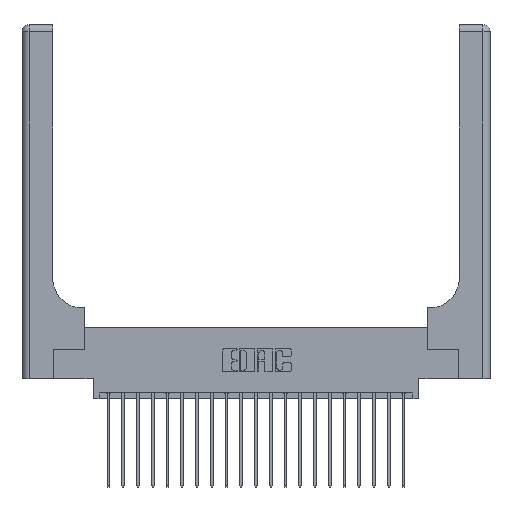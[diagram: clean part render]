
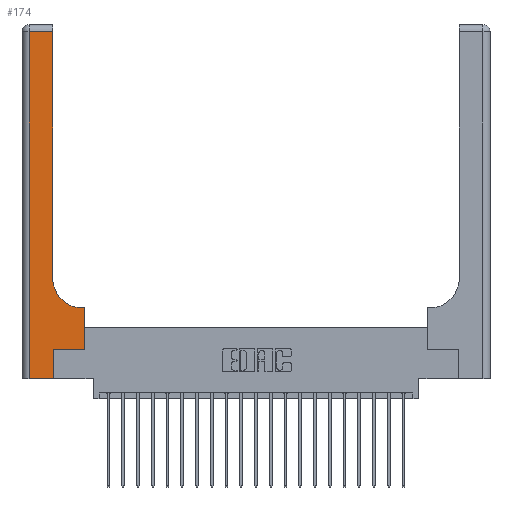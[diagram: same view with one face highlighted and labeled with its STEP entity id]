
A CAD part, top view. The second image highlights one B-rep face of the part: STEP entity #174.
In plain terms, the highlighted planar face has unit normal (0, 0, 1).
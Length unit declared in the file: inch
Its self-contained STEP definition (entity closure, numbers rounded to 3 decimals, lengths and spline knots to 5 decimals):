
#73 = DIRECTION ( 'NONE',  ( 1., 0., 0. ) ) ;
#174 = ADVANCED_FACE ( 'NONE', ( #9400 ), #1223, .F. ) ;
#262 = VECTOR ( 'NONE', #73, 39.37008 ) ;
#394 = AXIS2_PLACEMENT_3D ( 'NONE', #693, #12804, #18427 ) ;
#654 = ORIENTED_EDGE ( 'NONE', *, *, #4212, .T. ) ;
#693 = CARTESIAN_POINT ( 'NONE',  ( 0., 3., 0.37 ) ) ;
#1223 = PLANE ( 'NONE',  #394 ) ;
#1359 = LINE ( 'NONE', #6670, #20894 ) ;
#1446 = DIRECTION ( 'NONE',  ( 0., -1., 0. ) ) ;
#2388 = ORIENTED_EDGE ( 'NONE', *, *, #2893, .T. ) ;
#2588 = DIRECTION ( 'NONE',  ( 0., 0., -1. ) ) ;
#2893 = EDGE_CURVE ( 'NONE', #7593, #12306, #22173, .T. ) ;
#2941 = CARTESIAN_POINT ( 'NONE',  ( 0.26, 2.94, 0.37 ) ) ;
#3009 = ORIENTED_EDGE ( 'NONE', *, *, #17859, .T. ) ;
#3019 = VERTEX_POINT ( 'NONE', #12072 ) ;
#3367 = VERTEX_POINT ( 'NONE', #4787 ) ;
#3393 = VERTEX_POINT ( 'NONE', #8498 ) ;
#3857 = EDGE_CURVE ( 'NONE', #3393, #3367, #1359, .T. ) ;
#4212 = EDGE_CURVE ( 'NONE', #9317, #8626, #15161, .T. ) ;
#4787 = CARTESIAN_POINT ( 'NONE',  ( 0.265, 0.25, 0.37 ) ) ;
#5754 = DIRECTION ( 'NONE',  ( 1., 0., 0. ) ) ;
#6028 = CARTESIAN_POINT ( 'NONE',  ( 0.26, 0.6, 0.37 ) ) ;
#6545 = DIRECTION ( 'NONE',  ( -1., 0., 0. ) ) ;
#6575 = VERTEX_POINT ( 'NONE', #16252 ) ;
#6670 = CARTESIAN_POINT ( 'NONE',  ( 0.265, 0., 0.37 ) ) ;
#7593 = VERTEX_POINT ( 'NONE', #13198 ) ;
#8149 = ORIENTED_EDGE ( 'NONE', *, *, #3857, .T. ) ;
#8203 = LINE ( 'NONE', #22001, #20744 ) ;
#8498 = CARTESIAN_POINT ( 'NONE',  ( 0.265, 0., 0.37 ) ) ;
#8626 = VERTEX_POINT ( 'NONE', #18794 ) ;
#8639 = LINE ( 'NONE', #15586, #262 ) ;
#9317 = VERTEX_POINT ( 'NONE', #11480 ) ;
#9400 = FACE_OUTER_BOUND ( 'NONE', #11240, .T. ) ;
#10422 = EDGE_CURVE ( 'NONE', #12306, #16322, #8203, .T. ) ;
#10896 = CARTESIAN_POINT ( 'NONE',  ( 0.26, 0.85, 0.37 ) ) ;
#10962 = CARTESIAN_POINT ( 'NONE',  ( 0.51, 0.85, 0.37 ) ) ;
#11230 = LINE ( 'NONE', #6028, #13595 ) ;
#11240 = EDGE_LOOP ( 'NONE', ( #11930, #3009, #654, #15153, #8149, #18130, #16131, #15708, #2388 ) ) ;
#11480 = CARTESIAN_POINT ( 'NONE',  ( 0.06, 2.94, 0.37 ) ) ;
#11930 = ORIENTED_EDGE ( 'NONE', *, *, #10422, .T. ) ;
#12072 = CARTESIAN_POINT ( 'NONE',  ( 0.528, 0.6, 0.37 ) ) ;
#12306 = VERTEX_POINT ( 'NONE', #10896 ) ;
#12804 = DIRECTION ( 'NONE',  ( 0., 0., -1. ) ) ;
#13198 = CARTESIAN_POINT ( 'NONE',  ( 0.51, 0.6, 0.37 ) ) ;
#13435 = DIRECTION ( 'NONE',  ( 0., 1., 0. ) ) ;
#13520 = DIRECTION ( 'NONE',  ( 1., 0., 0. ) ) ;
#13540 = VECTOR ( 'NONE', #6545, 39.37008 ) ;
#13595 = VECTOR ( 'NONE', #21943, 39.37008 ) ;
#13683 = CARTESIAN_POINT ( 'NONE',  ( 0., 2.94, 0.37 ) ) ;
#14787 = EDGE_CURVE ( 'NONE', #6575, #3019, #15777, .T. ) ;
#14827 = CARTESIAN_POINT ( 'NONE',  ( 0.06, 3., 0.37 ) ) ;
#15153 = ORIENTED_EDGE ( 'NONE', *, *, #21068, .T. ) ;
#15161 = LINE ( 'NONE', #14827, #15893 ) ;
#15223 = CARTESIAN_POINT ( 'NONE',  ( 0., 0., 0.37 ) ) ;
#15411 = DIRECTION ( 'NONE',  ( 0., 1., 0. ) ) ;
#15586 = CARTESIAN_POINT ( 'NONE',  ( 0.265, 0.25, 0.37 ) ) ;
#15708 = ORIENTED_EDGE ( 'NONE', *, *, #19630, .T. ) ;
#15777 = LINE ( 'NONE', #21053, #16753 ) ;
#15893 = VECTOR ( 'NONE', #1446, 39.37008 ) ;
#16131 = ORIENTED_EDGE ( 'NONE', *, *, #14787, .T. ) ;
#16252 = CARTESIAN_POINT ( 'NONE',  ( 0.528, 0.25, 0.37 ) ) ;
#16322 = VERTEX_POINT ( 'NONE', #2941 ) ;
#16450 = AXIS2_PLACEMENT_3D ( 'NONE', #10962, #2588, #5754 ) ;
#16753 = VECTOR ( 'NONE', #17893, 39.37008 ) ;
#17859 = EDGE_CURVE ( 'NONE', #16322, #9317, #22029, .T. ) ;
#17893 = DIRECTION ( 'NONE',  ( 0., 1., 0. ) ) ;
#18130 = ORIENTED_EDGE ( 'NONE', *, *, #20809, .T. ) ;
#18427 = DIRECTION ( 'NONE',  ( -1., 0., 0. ) ) ;
#18794 = CARTESIAN_POINT ( 'NONE',  ( 0.06, 0., 0.37 ) ) ;
#18831 = LINE ( 'NONE', #15223, #21925 ) ;
#19630 = EDGE_CURVE ( 'NONE', #3019, #7593, #11230, .T. ) ;
#20744 = VECTOR ( 'NONE', #13435, 39.37008 ) ;
#20809 = EDGE_CURVE ( 'NONE', #3367, #6575, #8639, .T. ) ;
#20894 = VECTOR ( 'NONE', #15411, 39.37008 ) ;
#21053 = CARTESIAN_POINT ( 'NONE',  ( 0.528, 0.25, 0.37 ) ) ;
#21068 = EDGE_CURVE ( 'NONE', #8626, #3393, #18831, .T. ) ;
#21925 = VECTOR ( 'NONE', #13520, 39.37008 ) ;
#21943 = DIRECTION ( 'NONE',  ( -1., 0., 0. ) ) ;
#22001 = CARTESIAN_POINT ( 'NONE',  ( 0.26, 3., 0.37 ) ) ;
#22029 = LINE ( 'NONE', #13683, #13540 ) ;
#22173 = CIRCLE ( 'NONE', #16450, 0.25 ) ;
